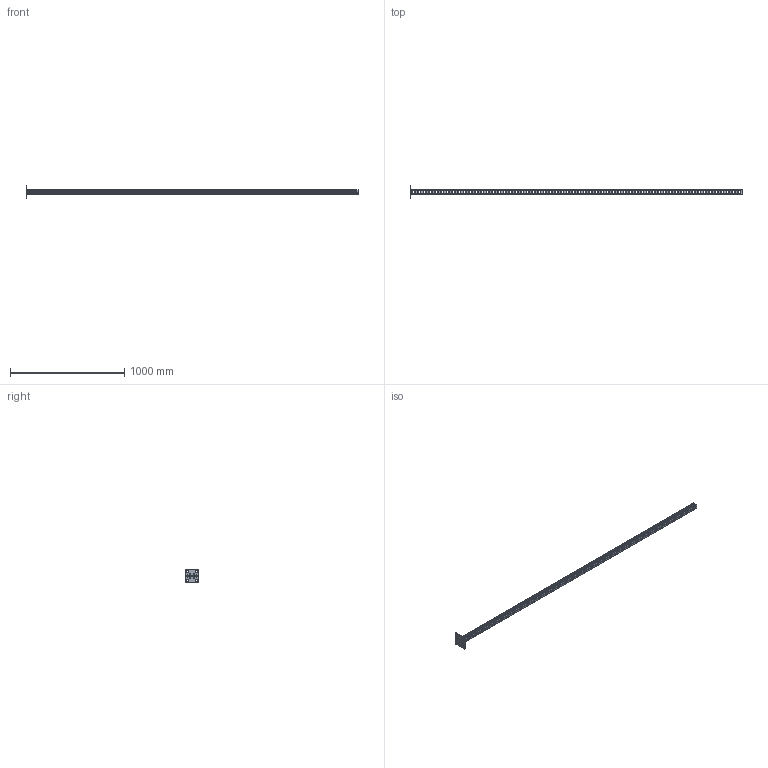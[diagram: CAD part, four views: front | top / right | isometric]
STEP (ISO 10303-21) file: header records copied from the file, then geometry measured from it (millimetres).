
FILE_DESCRIPTION (( 'STEP AP203' ), '1' );
FILE_NAME ('Êðîíøòåéí ïîòîëî÷íûé äâîéíîé_h21-2900.step', '2022-01-27T07:57:33', ( '' ), ( '' ), 'SwSTEP 2.0', 'SolidWorks 2017', '' );
FILE_SCHEMA (( 'CONFIG_CONTROL_DESIGN' ));
Length unit declared in the file: millimetre
Products named in the file (3): STRUT-镳铘桦黖h21-2900; Ïÿòêà ïîòîëî÷êàÿ; Êðîíøòåéí ïîòîëî÷íûé äâîéíîé_h21-2900
Assembly tree (3 placements, depth 2):
  Êðîíøòåéí ïîòîëî÷íûé äâîéíîé_h21-2900
    Ïÿòêà ïîòîëî÷êàÿ
    STRUT-镳铘桦黖h21-2900  x2
Bounding box: 2906 x 120 x 120 mm (x, y, z)
Volume: 1335956.6 mm3; surface area: 1117358.3 mm2
Topology: 3 solids, 3 shells, 3750 faces, 11230 edges, 7486 vertices
Faces by surface type: plane 3488, cylinder 262
Entity records: 63245 total; most frequent: CARTESIAN_POINT 11342, ORIENTED_EDGE 11332, DIRECTION 9744, EDGE_CURVE 5666, VECTOR 5386, LINE 5386, VERTEX_POINT 3777, AXIS2_PLACEMENT_3D 2179
